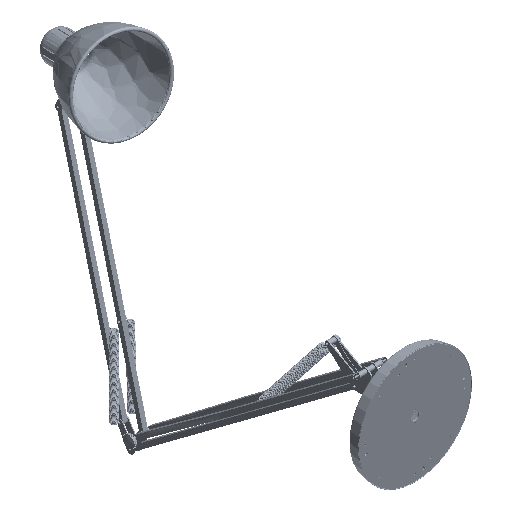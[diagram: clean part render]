
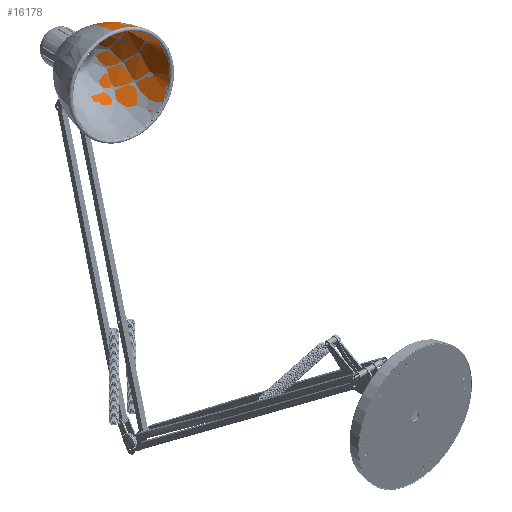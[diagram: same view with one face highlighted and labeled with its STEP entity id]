
A CAD part, isometric view. The second image highlights one B-rep face of the part: STEP entity #16178.
In plain terms, the highlighted free-form (B-spline) face has degree [3, 3] with [4, 4] control points.
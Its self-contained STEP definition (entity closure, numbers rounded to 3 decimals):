
#68=(
BOUNDED_SURFACE()
B_SPLINE_SURFACE(3,3,((#96634,#96635,#96636,#96637),(#96638,#96639,#96640,
#96641),(#96642,#96643,#96644,#96645),(#96646,#96647,#96648,#96649)),
 .UNSPECIFIED.,.F.,.F.,.F.)
B_SPLINE_SURFACE_WITH_KNOTS((4,4),(4,4),(0.,1.),(0.,1.),.UNSPECIFIED.)
GEOMETRIC_REPRESENTATION_ITEM()
RATIONAL_B_SPLINE_SURFACE(((1.,0.333,0.333,1.),
(1.,0.333,0.333,1.),(1.,0.333,0.333,
1.),(1.,0.333,0.333,1.)))
REPRESENTATION_ITEM('')
SURFACE()
);
#177=B_SPLINE_CURVE_WITH_KNOTS('',3,(#96650,#96651,#96652,#96653),
 .UNSPECIFIED.,.F.,.F.,(4,4),(0.,1.),.UNSPECIFIED.);
#178=B_SPLINE_CURVE_WITH_KNOTS('',3,(#96654,#96655,#96656,#96657),
 .UNSPECIFIED.,.F.,.F.,(4,4),(0.,1.),.UNSPECIFIED.);
#1743=FACE_OUTER_BOUND('',#2796,.T.);
#2796=EDGE_LOOP('',(#14745,#14746,#14747,#14748,#14749,#14750));
#6273=CIRCLE('',#17914,280.);
#6277=CIRCLE('',#17918,280.);
#6287=CIRCLE('',#17930,102.948);
#6289=CIRCLE('',#17932,102.948);
#7833=VERTEX_POINT('',#95220);
#7834=VERTEX_POINT('',#95221);
#7835=VERTEX_POINT('',#95223);
#7846=VERTEX_POINT('',#95249);
#7847=VERTEX_POINT('',#95251);
#7848=VERTEX_POINT('',#95253);
#10105=EDGE_CURVE('',#7834,#7835,#6273,.T.);
#10109=EDGE_CURVE('',#7835,#7833,#6277,.T.);
#10119=EDGE_CURVE('',#7846,#7847,#6287,.T.);
#10121=EDGE_CURVE('',#7848,#7846,#6289,.T.);
#10273=EDGE_CURVE('',#7833,#7848,#177,.T.);
#10274=EDGE_CURVE('',#7847,#7834,#178,.T.);
#14745=ORIENTED_EDGE('',*,*,#10121,.F.);
#14746=ORIENTED_EDGE('',*,*,#10273,.F.);
#14747=ORIENTED_EDGE('',*,*,#10109,.F.);
#14748=ORIENTED_EDGE('',*,*,#10105,.F.);
#14749=ORIENTED_EDGE('',*,*,#10274,.F.);
#14750=ORIENTED_EDGE('',*,*,#10119,.F.);
#16178=ADVANCED_FACE('',(#1743),#68,.F.);
#17914=AXIS2_PLACEMENT_3D('',#95224,#22398,#22399);
#17918=AXIS2_PLACEMENT_3D('',#95230,#22406,#22407);
#17930=AXIS2_PLACEMENT_3D('',#95252,#22430,#22431);
#17932=AXIS2_PLACEMENT_3D('',#95255,#22434,#22435);
#22398=DIRECTION('center_axis',(-0.21,-0.96,0.183));
#22399=DIRECTION('ref_axis',(0.977,-0.213,0.));
#22406=DIRECTION('center_axis',(-0.21,-0.96,0.183));
#22407=DIRECTION('ref_axis',(0.977,-0.213,0.));
#22430=DIRECTION('center_axis',(0.21,0.96,-0.183));
#22431=DIRECTION('ref_axis',(-0.977,0.213,0.));
#22434=DIRECTION('center_axis',(0.21,0.96,-0.183));
#22435=DIRECTION('ref_axis',(-0.977,0.213,0.));
#95220=CARTESIAN_POINT('',(-93.215,1838.484,1264.687));
#95221=CARTESIAN_POINT('',(-93.215,1733.748,714.568));
#95223=CARTESIAN_POINT('',(180.337,1726.373,989.628));
#95224=CARTESIAN_POINT('Origin',(-93.215,1786.116,989.628));
#95230=CARTESIAN_POINT('Origin',(-93.215,1786.116,989.628));
#95249=CARTESIAN_POINT('',(89.981,2142.448,917.604));
#95251=CARTESIAN_POINT('',(-10.596,2145.159,816.473));
#95252=CARTESIAN_POINT('Origin',(-10.596,2164.413,917.604));
#95253=CARTESIAN_POINT('',(-10.596,2183.668,1018.735));
#95255=CARTESIAN_POINT('Origin',(-10.596,2164.413,917.604));
#96634=CARTESIAN_POINT('Ctrl Pts',(-93.215,1838.484,1264.687));
#96635=CARTESIAN_POINT('Ctrl Pts',(454.326,1723.086,1286.657));
#96636=CARTESIAN_POINT('Ctrl Pts',(454.326,1618.349,736.539));
#96637=CARTESIAN_POINT('Ctrl Pts',(-93.215,1733.748,714.568));
#96638=CARTESIAN_POINT('Ctrl Pts',(-41.554,2071.73,1202.327));
#96639=CARTESIAN_POINT('Ctrl Pts',(471.499,1963.6,1222.913));
#96640=CARTESIAN_POINT('Ctrl Pts',(471.499,1865.46,707.445));
#96641=CARTESIAN_POINT('Ctrl Pts',(-41.554,1973.59,686.858));
#96642=CARTESIAN_POINT('Ctrl Pts',(-12.794,2175.191,1028.999));
#96643=CARTESIAN_POINT('Ctrl Pts',(205.137,2129.26,1037.743));
#96644=CARTESIAN_POINT('Ctrl Pts',(205.137,2087.574,818.787));
#96645=CARTESIAN_POINT('Ctrl Pts',(-12.794,2133.504,810.042));
#96646=CARTESIAN_POINT('Ctrl Pts',(-10.596,2183.668,1018.735));
#96647=CARTESIAN_POINT('Ctrl Pts',(190.718,2141.239,1026.813));
#96648=CARTESIAN_POINT('Ctrl Pts',(190.718,2102.731,824.551));
#96649=CARTESIAN_POINT('Ctrl Pts',(-10.596,2145.159,816.473));
#96650=CARTESIAN_POINT('Ctrl Pts',(-93.215,1838.484,1264.687));
#96651=CARTESIAN_POINT('Ctrl Pts',(-41.554,2071.73,1202.327));
#96652=CARTESIAN_POINT('Ctrl Pts',(-12.794,2175.191,1028.999));
#96653=CARTESIAN_POINT('Ctrl Pts',(-10.596,2183.668,1018.735));
#96654=CARTESIAN_POINT('Ctrl Pts',(-10.596,2145.159,816.473));
#96655=CARTESIAN_POINT('Ctrl Pts',(-12.794,2133.504,810.042));
#96656=CARTESIAN_POINT('Ctrl Pts',(-41.554,1973.59,686.858));
#96657=CARTESIAN_POINT('Ctrl Pts',(-93.215,1733.748,714.568));
